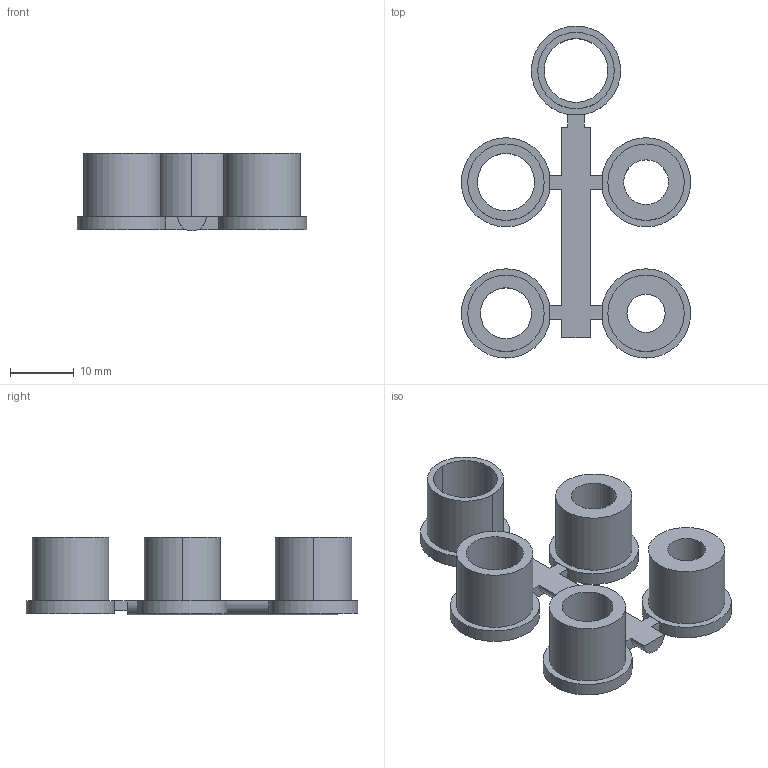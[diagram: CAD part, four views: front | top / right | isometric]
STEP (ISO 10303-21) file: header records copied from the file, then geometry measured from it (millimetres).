
FILE_DESCRIPTION (( 'STEP AP203' ), '1' );
FILE_NAME ('GROM-25.STEP', '2006-06-23T19:38:11', ( 'lcom' ), ( 'lcom' ), 'SwSTEP 2.0', 'SolidWorks 2006004', '' );
FILE_SCHEMA (( 'CONFIG_CONTROL_DESIGN' ));
Length unit declared in the file: inch
Products named in the file (7): GROM-25-MA2 _GROM-25-4; GROM-25-MA2 _GROM-25-5; GROM-25; GROM-25-MA2 _GROM-25-2; GROM-25-MA1; GROM-25-MA2 _GROM-25-3; GROM-25-MA2 _GROM-25-1
Assembly tree (6 placements, depth 2):
  GROM-25
    GROM-25-MA2 _GROM-25-2
    GROM-25-MA2 _GROM-25-4
    GROM-25-MA1
    GROM-25-MA2 _GROM-25-5
    GROM-25-MA2 _GROM-25-1
    GROM-25-MA2 _GROM-25-3
Bounding box: 35.97 x 52.09 x 12.22 mm (x, y, z)
Volume: 4376 mm3; surface area: 5336 mm2
Topology: 6 solids, 6 shells, 70 faces, 159 edges, 106 vertices
Faces by surface type: plane 43, cylinder 27
Entity records: 2760 total; most frequent: DIRECTION 379, CARTESIAN_POINT 344, ORIENTED_EDGE 318, EDGE_CURVE 159, AXIS2_PLACEMENT_3D 141, VERTEX_POINT 106, VECTOR 97, LINE 97
